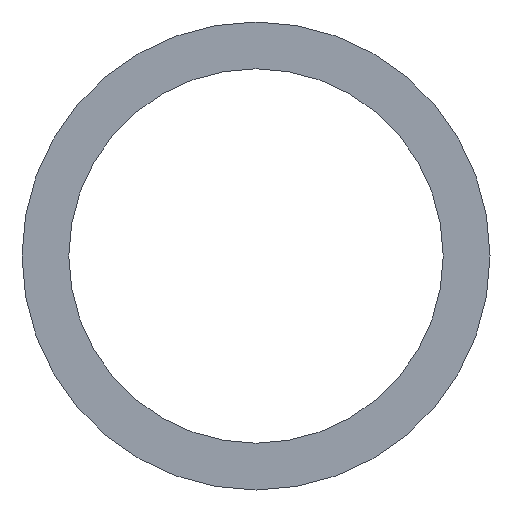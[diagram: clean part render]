
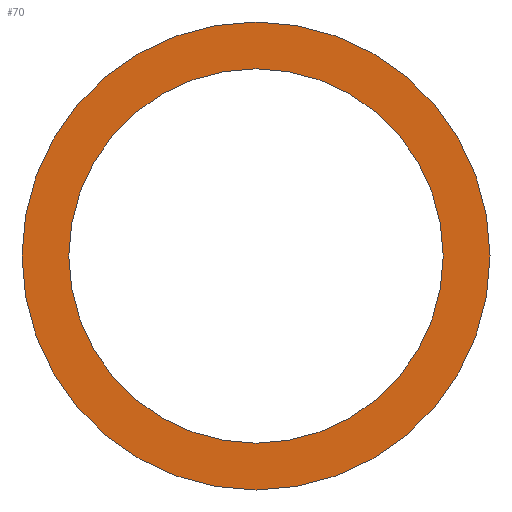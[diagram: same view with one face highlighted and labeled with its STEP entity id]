
A CAD part, front view. The second image highlights one B-rep face of the part: STEP entity #70.
In plain terms, the highlighted planar face has unit normal (0, -1, 0).
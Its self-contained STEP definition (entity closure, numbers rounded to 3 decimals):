
#2 = EDGE_LOOP ( 'NONE', ( #139, #91 ) ) ;
#3 = DIRECTION ( 'NONE',  ( 0., 0., 1. ) ) ;
#7 = ORIENTED_EDGE ( 'NONE', *, *, #120, .T. ) ;
#8 = DIRECTION ( 'NONE',  ( 0., 0., 1. ) ) ;
#10 = DIRECTION ( 'NONE',  ( 0., 0., 1. ) ) ;
#20 = CIRCLE ( 'NONE', #170, 5. ) ;
#26 = VERTEX_POINT ( 'NONE', #63 ) ;
#27 = CIRCLE ( 'NONE', #161, 5. ) ;
#29 = FACE_BOUND ( 'NONE', #49, .T. ) ;
#30 = PLANE ( 'NONE',  #137 ) ;
#39 = EDGE_CURVE ( 'NONE', #58, #185, #27, .T. ) ;
#46 = FACE_OUTER_BOUND ( 'NONE', #2, .T. ) ;
#47 = DIRECTION ( 'NONE',  ( 0., 0., 1. ) ) ;
#49 = EDGE_LOOP ( 'NONE', ( #90, #7 ) ) ;
#58 = VERTEX_POINT ( 'NONE', #187 ) ;
#63 = CARTESIAN_POINT ( 'NONE',  ( 0., 0., -4. ) ) ;
#66 = DIRECTION ( 'NONE',  ( 0., 1., 0. ) ) ;
#68 = CARTESIAN_POINT ( 'NONE',  ( 0., 0., 4. ) ) ;
#70 = ADVANCED_FACE ( 'NONE', ( #46, #29 ), #30, .F. ) ;
#75 = CARTESIAN_POINT ( 'NONE',  ( 0., 0., 0. ) ) ;
#76 = VERTEX_POINT ( 'NONE', #68 ) ;
#77 = DIRECTION ( 'NONE',  ( 0., 1., 0. ) ) ;
#90 = ORIENTED_EDGE ( 'NONE', *, *, #104, .T. ) ;
#91 = ORIENTED_EDGE ( 'NONE', *, *, #192, .F. ) ;
#94 = CIRCLE ( 'NONE', #122, 4. ) ;
#95 = CARTESIAN_POINT ( 'NONE',  ( 0., 0., 5. ) ) ;
#104 = EDGE_CURVE ( 'NONE', #26, #76, #179, .T. ) ;
#110 = DIRECTION ( 'NONE',  ( 0., 1., 0. ) ) ;
#118 = CARTESIAN_POINT ( 'NONE',  ( 0., 0., 0. ) ) ;
#120 = EDGE_CURVE ( 'NONE', #76, #26, #94, .T. ) ;
#122 = AXIS2_PLACEMENT_3D ( 'NONE', #118, #66, #10 ) ;
#136 = CARTESIAN_POINT ( 'NONE',  ( 0., 0., 0. ) ) ;
#137 = AXIS2_PLACEMENT_3D ( 'NONE', #75, #144, #3 ) ;
#139 = ORIENTED_EDGE ( 'NONE', *, *, #39, .F. ) ;
#144 = DIRECTION ( 'NONE',  ( 0., 1., 0. ) ) ;
#149 = DIRECTION ( 'NONE',  ( 0., 0., 1. ) ) ;
#156 = AXIS2_PLACEMENT_3D ( 'NONE', #136, #196, #149 ) ;
#161 = AXIS2_PLACEMENT_3D ( 'NONE', #188, #110, #47 ) ;
#170 = AXIS2_PLACEMENT_3D ( 'NONE', #193, #77, #8 ) ;
#179 = CIRCLE ( 'NONE', #156, 4. ) ;
#185 = VERTEX_POINT ( 'NONE', #95 ) ;
#187 = CARTESIAN_POINT ( 'NONE',  ( 0., 0., -5. ) ) ;
#188 = CARTESIAN_POINT ( 'NONE',  ( 0., 0., 0. ) ) ;
#192 = EDGE_CURVE ( 'NONE', #185, #58, #20, .T. ) ;
#193 = CARTESIAN_POINT ( 'NONE',  ( 0., 0., 0. ) ) ;
#196 = DIRECTION ( 'NONE',  ( 0., 1., 0. ) ) ;
